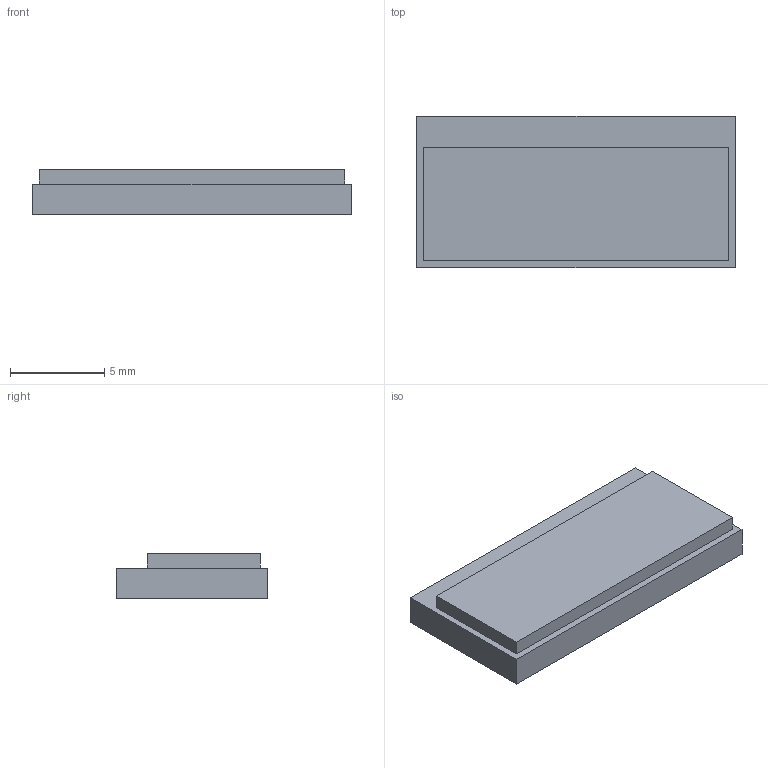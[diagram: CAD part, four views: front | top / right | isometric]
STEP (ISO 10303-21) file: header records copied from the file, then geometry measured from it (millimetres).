
FILE_DESCRIPTION(('Designed by EasyEDA Pro'),'2;1');
FILE_NAME('Open CASCADE Shape Model','2024-10-15T12:50:38',('Author'),( 'Open CASCADE'),'Open CASCADE STEP processor 7.8','Open CASCADE 7.8' ,'Unknown');
FILE_SCHEMA(('AUTOMOTIVE_DESIGN { 1 0 10303 214 1 1 1 1 }'));
Length unit declared in the file: millimetre
Products named in the file (6): PCBModel; TopTrack; BottomTrack; Board; 1oZu-FPC1; FPC-SMD_P0.50-24P_FGS-XJ-H2.0
Assembly tree (5 placements, depth 3):
  PCBModel
    TopTrack
    BottomTrack
    Board
    1oZu-FPC1
      FPC-SMD_P0.50-24P_FGS-XJ-H2.0
Bounding box: 16.87 x 8.02 x 2.36 mm (x, y, z)
Volume: 290.7 mm3; surface area: 578.7 mm2
Topology: 2 solids, 2 shells, 12 faces, 24 edges, 16 vertices
Faces by surface type: plane 6, bspline 6
Entity records: 434 total; most frequent: CARTESIAN_POINT 88, ORIENTED_EDGE 48, DIRECTION 36, EDGE_CURVE 24, VERTEX_POINT 16, AXIS2_PLACEMENT_3D 12, ADVANCED_FACE 12, FACE_BOUND 12
